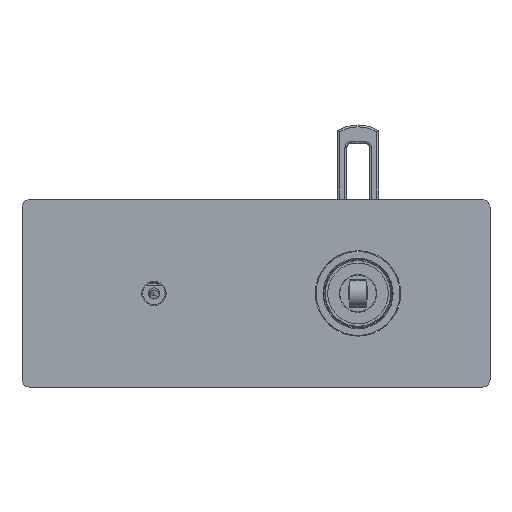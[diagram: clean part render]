
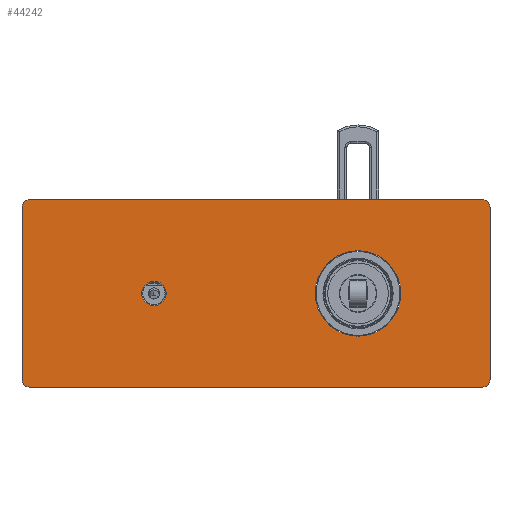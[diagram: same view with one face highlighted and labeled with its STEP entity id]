
A CAD part, front view. The second image highlights one B-rep face of the part: STEP entity #44242.
In plain terms, the highlighted planar face has unit normal (0, -1, 0).
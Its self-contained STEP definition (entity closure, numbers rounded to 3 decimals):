
#41411=CARTESIAN_POINT('',(-66.5,48.,-46.));
#41412=DIRECTION('',(0.,-1.,0.));
#41413=DIRECTION('',(-1.,0.,0.));
#41414=AXIS2_PLACEMENT_3D('',#41411,#41412,#41413);
#41416=DIRECTION('',(0.,0.,1.));
#41417=VECTOR('',#41416,92.);
#41418=CARTESIAN_POINT('',(-70.5,48.,-46.));
#41419=LINE('',#41418,#41417);
#41420=CARTESIAN_POINT('',(-66.5,48.,46.));
#41421=DIRECTION('',(0.,-1.,0.));
#41422=DIRECTION('',(0.,0.,1.));
#41423=AXIS2_PLACEMENT_3D('',#41420,#41421,#41422);
#41425=DIRECTION('',(1.,0.,0.));
#41426=VECTOR('',#41425,242.);
#41427=CARTESIAN_POINT('',(-66.5,48.,50.));
#41428=LINE('',#41427,#41426);
#41429=CARTESIAN_POINT('',(175.5,48.,46.));
#41430=DIRECTION('',(0.,-1.,0.));
#41431=DIRECTION('',(1.,0.,0.));
#41432=AXIS2_PLACEMENT_3D('',#41429,#41430,#41431);
#41434=DIRECTION('',(0.,0.,-1.));
#41435=VECTOR('',#41434,92.);
#41436=CARTESIAN_POINT('',(179.5,48.,46.));
#41437=LINE('',#41436,#41435);
#41438=CARTESIAN_POINT('',(175.5,48.,-46.));
#41439=DIRECTION('',(0.,-1.,0.));
#41440=DIRECTION('',(0.,0.,-1.));
#41441=AXIS2_PLACEMENT_3D('',#41438,#41439,#41440);
#41443=DIRECTION('',(-1.,0.,0.));
#41444=VECTOR('',#41443,242.);
#41445=CARTESIAN_POINT('',(175.5,48.,-50.));
#41446=LINE('',#41445,#41444);
#41447=CARTESIAN_POINT('',(0.,48.,0.));
#41448=DIRECTION('',(0.,-1.,0.));
#41449=DIRECTION('',(0.,0.,-1.));
#41450=AXIS2_PLACEMENT_3D('',#41447,#41448,#41449);
#41452=CARTESIAN_POINT('',(0.,48.,0.));
#41453=DIRECTION('',(0.,-1.,0.));
#41454=DIRECTION('',(0.,0.,1.));
#41455=AXIS2_PLACEMENT_3D('',#41452,#41453,#41454);
#41457=CARTESIAN_POINT('',(109.,48.,0.));
#41458=DIRECTION('',(0.,-1.,0.));
#41459=DIRECTION('',(0.,0.,-1.));
#41460=AXIS2_PLACEMENT_3D('',#41457,#41458,#41459);
#41462=CARTESIAN_POINT('',(109.,48.,0.));
#41463=DIRECTION('',(0.,-1.,0.));
#41464=DIRECTION('',(0.,0.,1.));
#41465=AXIS2_PLACEMENT_3D('',#41462,#41463,#41464);
#42971=CARTESIAN_POINT('',(0.,48.,-6.5));
#42972=CARTESIAN_POINT('',(0.,48.,6.5));
#42973=VERTEX_POINT('',#42971);
#42974=VERTEX_POINT('',#42972);
#42975=CARTESIAN_POINT('',(109.,48.,-22.8));
#42976=CARTESIAN_POINT('',(109.,48.,22.8));
#42977=VERTEX_POINT('',#42975);
#42978=VERTEX_POINT('',#42976);
#42983=CARTESIAN_POINT('',(-70.5,48.,-46.));
#42984=CARTESIAN_POINT('',(-66.5,48.,-50.));
#42985=VERTEX_POINT('',#42983);
#42986=VERTEX_POINT('',#42984);
#42991=CARTESIAN_POINT('',(-66.5,48.,50.));
#42992=CARTESIAN_POINT('',(-70.5,48.,46.));
#42993=VERTEX_POINT('',#42991);
#42994=VERTEX_POINT('',#42992);
#42999=CARTESIAN_POINT('',(179.5,48.,46.));
#43000=CARTESIAN_POINT('',(175.5,48.,50.));
#43001=VERTEX_POINT('',#42999);
#43002=VERTEX_POINT('',#43000);
#43007=CARTESIAN_POINT('',(175.5,48.,-50.));
#43008=CARTESIAN_POINT('',(179.5,48.,-46.));
#43009=VERTEX_POINT('',#43007);
#43010=VERTEX_POINT('',#43008);
#44208=CARTESIAN_POINT('',(54.5,48.,0.));
#44209=DIRECTION('',(0.,1.,0.));
#44210=DIRECTION('',(0.,0.,-1.));
#44211=AXIS2_PLACEMENT_3D('',#44208,#44209,#44210);
#44212=PLANE('',#44211);
#44213=ORIENTED_EDGE('',*,*,#44191,.F.);
#44215=ORIENTED_EDGE('',*,*,#44214,.T.);
#44217=ORIENTED_EDGE('',*,*,#44216,.F.);
#44219=ORIENTED_EDGE('',*,*,#44218,.T.);
#44221=ORIENTED_EDGE('',*,*,#44220,.F.);
#44223=ORIENTED_EDGE('',*,*,#44222,.T.);
#44225=ORIENTED_EDGE('',*,*,#44224,.F.);
#44227=ORIENTED_EDGE('',*,*,#44226,.T.);
#44228=EDGE_LOOP('',(#44213,#44215,#44217,#44219,#44221,#44223,#44225,#44227));
#44229=FACE_OUTER_BOUND('',#44228,.F.);
#44231=ORIENTED_EDGE('',*,*,#44230,.T.);
#44233=ORIENTED_EDGE('',*,*,#44232,.T.);
#44234=EDGE_LOOP('',(#44231,#44233));
#44235=FACE_BOUND('',#44234,.F.);
#44237=ORIENTED_EDGE('',*,*,#44236,.T.);
#44239=ORIENTED_EDGE('',*,*,#44238,.T.);
#44240=EDGE_LOOP('',(#44237,#44239));
#44241=FACE_BOUND('',#44240,.F.);
#44242=ADVANCED_FACE('',(#44229,#44235,#44241),#44212,.F.);
#41415=CIRCLE('',#41414,4.);
#41424=CIRCLE('',#41423,4.);
#41433=CIRCLE('',#41432,4.);
#41442=CIRCLE('',#41441,4.);
#41451=CIRCLE('',#41450,6.5);
#41456=CIRCLE('',#41455,6.5);
#41461=CIRCLE('',#41460,22.8);
#41466=CIRCLE('',#41465,22.8);
#44191=EDGE_CURVE('',#42985,#42986,#41415,.T.);
#44214=EDGE_CURVE('',#42985,#42994,#41419,.T.);
#44216=EDGE_CURVE('',#42993,#42994,#41424,.T.);
#44218=EDGE_CURVE('',#42993,#43002,#41428,.T.);
#44220=EDGE_CURVE('',#43001,#43002,#41433,.T.);
#44222=EDGE_CURVE('',#43001,#43010,#41437,.T.);
#44224=EDGE_CURVE('',#43009,#43010,#41442,.T.);
#44226=EDGE_CURVE('',#43009,#42986,#41446,.T.);
#44230=EDGE_CURVE('',#42973,#42974,#41451,.T.);
#44232=EDGE_CURVE('',#42974,#42973,#41456,.T.);
#44236=EDGE_CURVE('',#42977,#42978,#41461,.T.);
#44238=EDGE_CURVE('',#42978,#42977,#41466,.T.);
